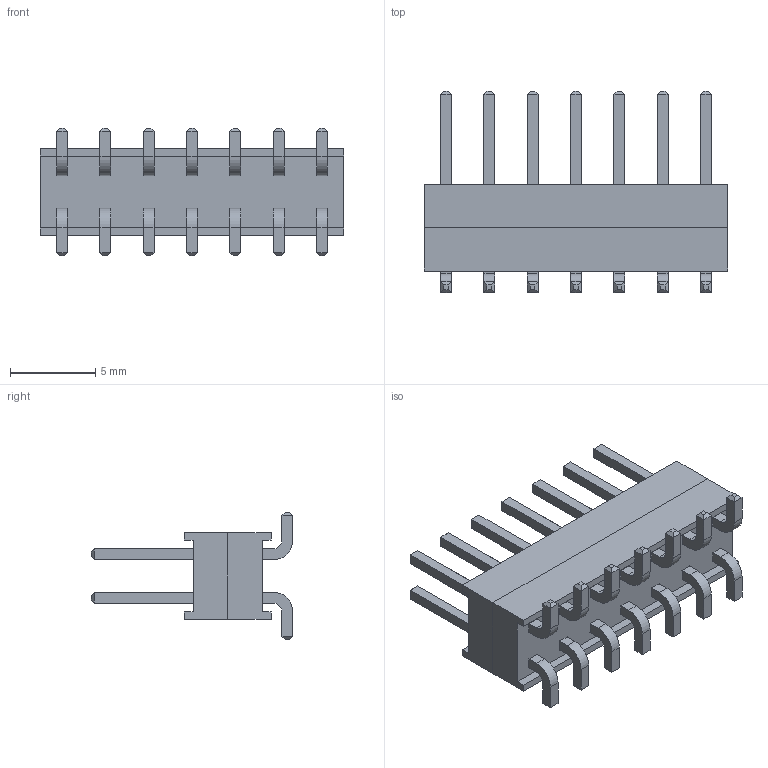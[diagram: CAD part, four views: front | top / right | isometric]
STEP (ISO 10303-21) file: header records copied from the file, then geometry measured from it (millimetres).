
FILE_DESCRIPTION(/* description */ ('STEP AP214'),/* implementation_level */ '2;1');
FILE_NAME(/* name */ 'HW-07-08-L-D-250-SM',/* time_stamp */ '2025-02-26T10:49:15+01:00',/* author */ ('License CC BY-ND 4.0'),/* organization */ ('CADENAS'),/* preprocessor_version */ 'ST-DEVELOPER v19.3',/* originating_system */ 'PARTsolutions',/* authorisation */ ' ');
FILE_SCHEMA (('AUTOMOTIVE_DESIGN {1 0 10303 214 3 1 1}'));
Length unit declared in the file: inch
Products named in the file (5): HW-07-08-L-D-250-SM; _PHW-07-08-L-D-250-SM; _BBHW-07-08-L-D-250-SM; _PHW-07-08-L-D-250-SM2; _TBHW-07-08-L-D-250-SM
Assembly tree (4 placements, depth 2):
  HW-07-08-L-D-250-SM
    _PHW-07-08-L-D-250-SM
    _BBHW-07-08-L-D-250-SM
    _PHW-07-08-L-D-250-SM2
    _TBHW-07-08-L-D-250-SM
Bounding box: 17.78 x 11.81 x 7.49 mm (x, y, z)
Volume: 448.7 mm3; surface area: 1446.8 mm2
Topology: 4 solids, 4 shells, 448 faces, 1136 edges, 720 vertices
Faces by surface type: plane 420, cylinder 28
Entity records: 13344 total; most frequent: CARTESIAN_POINT 2309, ORIENTED_EDGE 2272, DIRECTION 2098, EDGE_CURVE 1136, LINE 1080, VECTOR 1080, VERTEX_POINT 720, EDGE_LOOP 528
